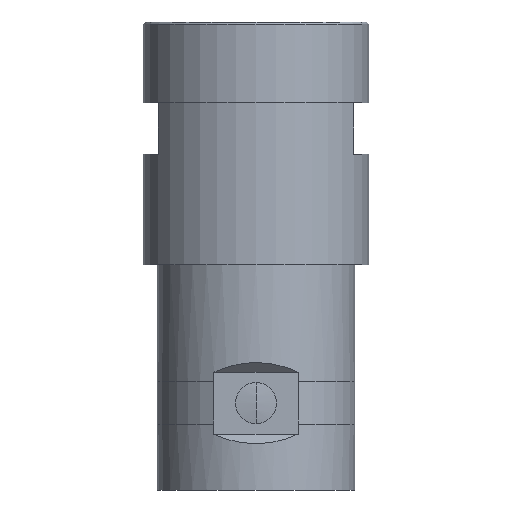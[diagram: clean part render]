
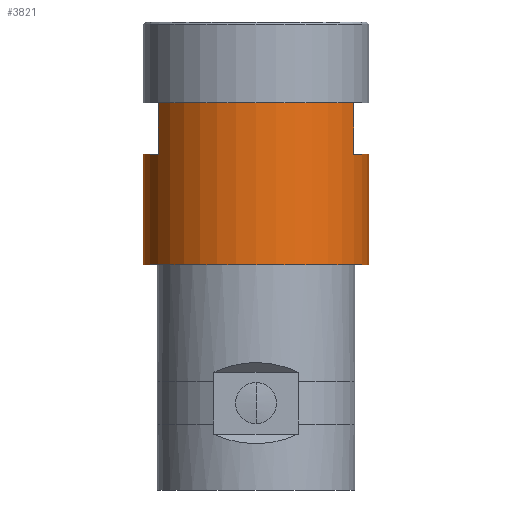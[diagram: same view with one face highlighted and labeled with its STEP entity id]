
A CAD part, front view. The second image highlights one B-rep face of the part: STEP entity #3821.
In plain terms, the highlighted cylindrical face has radius 5.5 mm (diameter 11 mm), a partial arc.
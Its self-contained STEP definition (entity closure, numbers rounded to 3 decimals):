
#138 = DIRECTION ( 'NONE',  ( 1., 0., 0. ) ) ;
#168 = CARTESIAN_POINT ( 'NONE',  ( 0., 0., -6.45 ) ) ;
#216 = VERTEX_POINT ( 'NONE', #4217 ) ;
#336 = VECTOR ( 'NONE', #804, 1000. ) ;
#439 = EDGE_CURVE ( 'NONE', #696, #1815, #897, .T. ) ;
#485 = DIRECTION ( 'NONE',  ( 0., 0., 1. ) ) ;
#696 = VERTEX_POINT ( 'NONE', #2410 ) ;
#770 = ORIENTED_EDGE ( 'NONE', *, *, #2931, .T. ) ;
#793 = EDGE_CURVE ( 'NONE', #4357, #1360, #3488, .T. ) ;
#804 = DIRECTION ( 'NONE',  ( 0., 0., -1. ) ) ;
#867 = CIRCLE ( 'NONE', #1812, 5.5 ) ;
#897 = LINE ( 'NONE', #2365, #1314 ) ;
#1025 = CARTESIAN_POINT ( 'NONE',  ( 0., 0., -3.95 ) ) ;
#1048 = ORIENTED_EDGE ( 'NONE', *, *, #793, .F. ) ;
#1146 = EDGE_CURVE ( 'NONE', #1702, #1360, #4003, .T. ) ;
#1244 = CARTESIAN_POINT ( 'NONE',  ( 4.763, -2.75, -3.95 ) ) ;
#1314 = VECTOR ( 'NONE', #2340, 1000. ) ;
#1360 = VERTEX_POINT ( 'NONE', #4284 ) ;
#1449 = DIRECTION ( 'NONE',  ( 0., 0., -1. ) ) ;
#1455 = EDGE_CURVE ( 'NONE', #2355, #216, #1710, .T. ) ;
#1528 = AXIS2_PLACEMENT_3D ( 'NONE', #168, #3850, #3873 ) ;
#1606 = LINE ( 'NONE', #3062, #1816 ) ;
#1635 = EDGE_CURVE ( 'NONE', #4377, #1815, #3140, .T. ) ;
#1702 = VERTEX_POINT ( 'NONE', #2745 ) ;
#1710 = CIRCLE ( 'NONE', #2400, 5.5 ) ;
#1812 = AXIS2_PLACEMENT_3D ( 'NONE', #3860, #2842, #2491 ) ;
#1815 = VERTEX_POINT ( 'NONE', #2119 ) ;
#1816 = VECTOR ( 'NONE', #3454, 1000. ) ;
#1851 = ORIENTED_EDGE ( 'NONE', *, *, #3833, .F. ) ;
#1908 = LINE ( 'NONE', #1939, #336 ) ;
#1939 = CARTESIAN_POINT ( 'NONE',  ( -4.763, -2.75, -11.85 ) ) ;
#2062 = ORIENTED_EDGE ( 'NONE', *, *, #3120, .T. ) ;
#2119 = CARTESIAN_POINT ( 'NONE',  ( 5.5, 0., -6.45 ) ) ;
#2252 = CARTESIAN_POINT ( 'NONE',  ( 4.763, -2.75, -6.45 ) ) ;
#2337 = CYLINDRICAL_SURFACE ( 'NONE', #4419, 5.5 ) ;
#2340 = DIRECTION ( 'NONE',  ( 0., 0., 1. ) ) ;
#2355 = VERTEX_POINT ( 'NONE', #1244 ) ;
#2365 = CARTESIAN_POINT ( 'NONE',  ( 5.5, 0., -11.85 ) ) ;
#2400 = AXIS2_PLACEMENT_3D ( 'NONE', #1025, #1449, #2862 ) ;
#2405 = CARTESIAN_POINT ( 'NONE',  ( 0., 0., -6.45 ) ) ;
#2410 = CARTESIAN_POINT ( 'NONE',  ( 5.5, 0., -11.85 ) ) ;
#2491 = DIRECTION ( 'NONE',  ( 1., 0., 0. ) ) ;
#2688 = FACE_OUTER_BOUND ( 'NONE', #3692, .T. ) ;
#2745 = CARTESIAN_POINT ( 'NONE',  ( -4.763, -2.75, -6.45 ) ) ;
#2842 = DIRECTION ( 'NONE',  ( 0., 0., 1. ) ) ;
#2849 = VECTOR ( 'NONE', #3533, 1000. ) ;
#2862 = DIRECTION ( 'NONE',  ( 1., 0., 0. ) ) ;
#2931 = EDGE_CURVE ( 'NONE', #4357, #696, #867, .T. ) ;
#3062 = CARTESIAN_POINT ( 'NONE',  ( 4.763, -2.75, -11.85 ) ) ;
#3120 = EDGE_CURVE ( 'NONE', #216, #1702, #1908, .T. ) ;
#3140 = CIRCLE ( 'NONE', #1528, 5.5 ) ;
#3180 = ORIENTED_EDGE ( 'NONE', *, *, #1635, .F. ) ;
#3228 = AXIS2_PLACEMENT_3D ( 'NONE', #2405, #3788, #3372 ) ;
#3295 = CARTESIAN_POINT ( 'NONE',  ( -5.5, 0., -11.85 ) ) ;
#3372 = DIRECTION ( 'NONE',  ( 0., -1., 0. ) ) ;
#3431 = ORIENTED_EDGE ( 'NONE', *, *, #1455, .T. ) ;
#3454 = DIRECTION ( 'NONE',  ( 0., 0., -1. ) ) ;
#3488 = LINE ( 'NONE', #3988, #2849 ) ;
#3533 = DIRECTION ( 'NONE',  ( 0., 0., 1. ) ) ;
#3692 = EDGE_LOOP ( 'NONE', ( #1048, #770, #4622, #3180, #1851, #3431, #2062, #4410 ) ) ;
#3788 = DIRECTION ( 'NONE',  ( 0., 0., -1. ) ) ;
#3794 = CARTESIAN_POINT ( 'NONE',  ( 0., 0., -11.85 ) ) ;
#3821 = ADVANCED_FACE ( 'NONE', ( #2688 ), #2337, .T. ) ;
#3833 = EDGE_CURVE ( 'NONE', #2355, #4377, #1606, .T. ) ;
#3850 = DIRECTION ( 'NONE',  ( 0., 0., 1. ) ) ;
#3860 = CARTESIAN_POINT ( 'NONE',  ( 0., 0., -11.85 ) ) ;
#3873 = DIRECTION ( 'NONE',  ( 0., 1., 0. ) ) ;
#3988 = CARTESIAN_POINT ( 'NONE',  ( -5.5, 0., -11.85 ) ) ;
#4003 = CIRCLE ( 'NONE', #3228, 5.5 ) ;
#4217 = CARTESIAN_POINT ( 'NONE',  ( -4.763, -2.75, -3.95 ) ) ;
#4284 = CARTESIAN_POINT ( 'NONE',  ( -5.5, 0., -6.45 ) ) ;
#4357 = VERTEX_POINT ( 'NONE', #3295 ) ;
#4377 = VERTEX_POINT ( 'NONE', #2252 ) ;
#4410 = ORIENTED_EDGE ( 'NONE', *, *, #1146, .T. ) ;
#4419 = AXIS2_PLACEMENT_3D ( 'NONE', #3794, #485, #138 ) ;
#4622 = ORIENTED_EDGE ( 'NONE', *, *, #439, .T. ) ;
